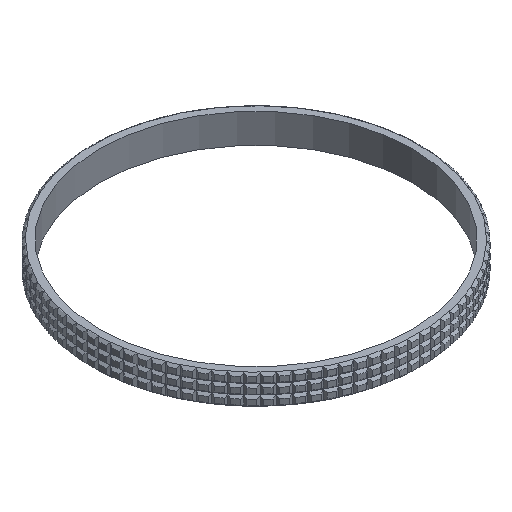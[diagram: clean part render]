
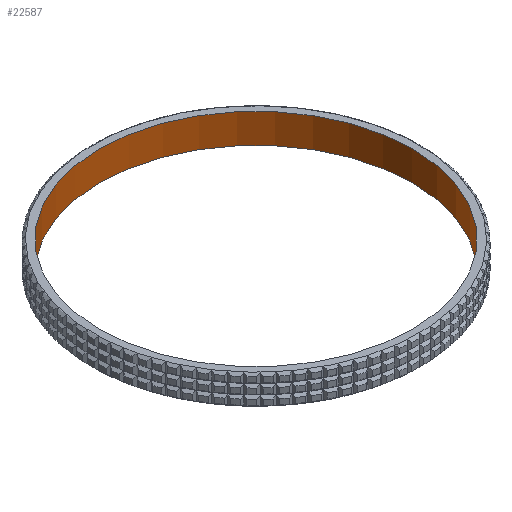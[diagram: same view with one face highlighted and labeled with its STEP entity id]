
A CAD part, isometric view. The second image highlights one B-rep face of the part: STEP entity #22587.
In plain terms, the highlighted cylindrical face has radius 34.5 mm (diameter 69 mm), a full revolution.
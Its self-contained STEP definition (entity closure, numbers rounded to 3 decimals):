
#103=CARTESIAN_POINT('',(-34.5,-0.001,23.));
#104=VERTEX_POINT('',#103);
#105=CARTESIAN_POINT('',(34.5,-0.001,23.));
#106=VERTEX_POINT('',#105);
#107=CARTESIAN_POINT('',(0.,-0.001,23.));
#108=DIRECTION('',(0.,0.,1.));
#109=DIRECTION('',(1.,0.,-0.));
#110=AXIS2_PLACEMENT_3D('',#107,#108,#109);
#111=CIRCLE('',#110,34.5);
#112=EDGE_CURVE('',#104,#106,#111,.T.);
#114=CARTESIAN_POINT('',(0.,-0.001,23.));
#115=DIRECTION('',(0.,0.,1.));
#116=DIRECTION('',(1.,0.,-0.));
#117=AXIS2_PLACEMENT_3D('',#114,#115,#116);
#118=CIRCLE('',#117,34.5);
#119=EDGE_CURVE('',#106,#104,#118,.T.);
#5125=CARTESIAN_POINT('',(34.5,-0.001,16.5));
#5126=VERTEX_POINT('',#5125);
#5127=CARTESIAN_POINT('',(-34.5,-0.001,16.5));
#5128=VERTEX_POINT('',#5127);
#5129=CARTESIAN_POINT('',(0.,-0.001,16.5));
#5130=DIRECTION('',(0.,0.,1.));
#5131=DIRECTION('',(1.,0.,-0.));
#5132=AXIS2_PLACEMENT_3D('',#5129,#5130,#5131);
#5133=CIRCLE('',#5132,34.5);
#5134=EDGE_CURVE('',#5126,#5128,#5133,.T.);
#5136=CARTESIAN_POINT('',(0.,-0.001,16.5));
#5137=DIRECTION('',(0.,0.,1.));
#5138=DIRECTION('',(1.,0.,-0.));
#5139=AXIS2_PLACEMENT_3D('',#5136,#5137,#5138);
#5140=CIRCLE('',#5139,34.5);
#5141=EDGE_CURVE('',#5128,#5126,#5140,.T.);
#22569=CARTESIAN_POINT('',(0.,-0.001,23.));
#22570=DIRECTION('',(0.,0.,-1.));
#22571=DIRECTION('',(-1.,0.,0.));
#22572=AXIS2_PLACEMENT_3D('',#22569,#22570,#22571);
#22573=CYLINDRICAL_SURFACE('',#22572,34.5);
#22574=CARTESIAN_POINT('',(-34.5,-0.001,16.5));
#22575=DIRECTION('',(-0.,-0.,1.));
#22576=VECTOR('',#22575,6.5);
#22577=LINE('',#22574,#22576);
#22578=EDGE_CURVE('',#5128,#104,#22577,.T.);
#22579=ORIENTED_EDGE('',*,*,#22578,.F.);
#22580=ORIENTED_EDGE('',*,*,#5134,.F.);
#22581=ORIENTED_EDGE('',*,*,#5141,.F.);
#22582=ORIENTED_EDGE('',*,*,#22578,.T.);
#22583=ORIENTED_EDGE('',*,*,#112,.T.);
#22584=ORIENTED_EDGE('',*,*,#119,.T.);
#22585=EDGE_LOOP('',(#22579,#22580,#22581,#22582,#22583,#22584));
#22586=FACE_BOUND('',#22585,.T.);
#22587=ADVANCED_FACE('',(#22586),#22573,.F.);
